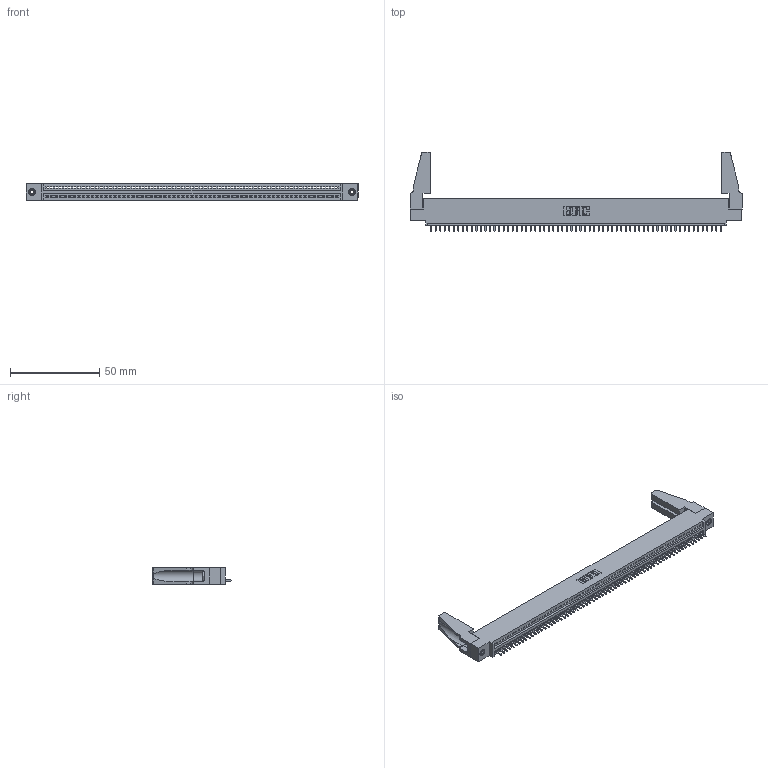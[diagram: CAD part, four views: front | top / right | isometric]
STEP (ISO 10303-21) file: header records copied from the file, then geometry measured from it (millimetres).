
FILE_DESCRIPTION (( 'STEP AP203' ), '1' );
FILE_NAME ('395-065-521-488.STEP', '2019-10-25T04:21:22', ( '' ), ( '' ), 'SwSTEP 2.0', 'SolidWorks 2016', '' );
FILE_SCHEMA (( 'CONFIG_CONTROL_DESIGN' ));
Length unit declared in the file: inch
Products named in the file (5): 345 Part_0.110 Offset - 0.156 Dia-TH; 345-292-001_345-293-121; 345-220-078_345-220-088; 395-065-521-488; 345-250-001_345-250-001-102
Assembly tree (70 placements, depth 2):
  395-065-521-488
    345 Part_0.110 Offset - 0.156 Dia-TH
    345-292-001_345-293-121  x65
    345-250-001_345-250-001-102  x2
    345-220-078_345-220-088  x2
Bounding box: 186.33 x 44.37 x 9.4 mm (x, y, z)
Volume: 20880.8 mm3; surface area: 26226.9 mm2
Topology: 70 solids, 70 shells, 4024 faces, 12107 edges, 7974 vertices
Faces by surface type: plane 2756, cylinder 1252, cone 12, torus 4
Entity records: 48122 total; most frequent: CARTESIAN_POINT 8325, ORIENTED_EDGE 8284, DIRECTION 7244, EDGE_CURVE 4142, VECTOR 3708, LINE 3708, VERTEX_POINT 2754, AXIS2_PLACEMENT_3D 1768
